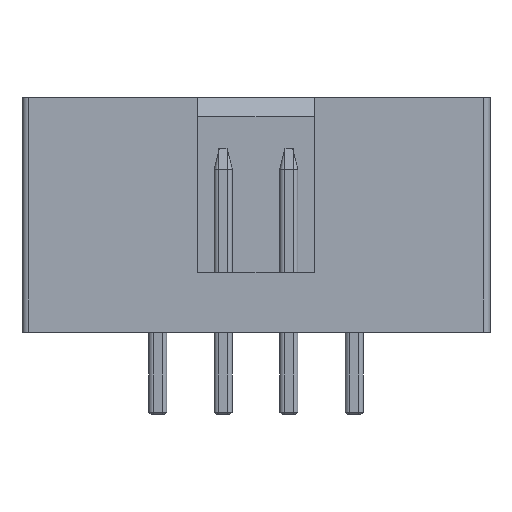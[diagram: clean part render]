
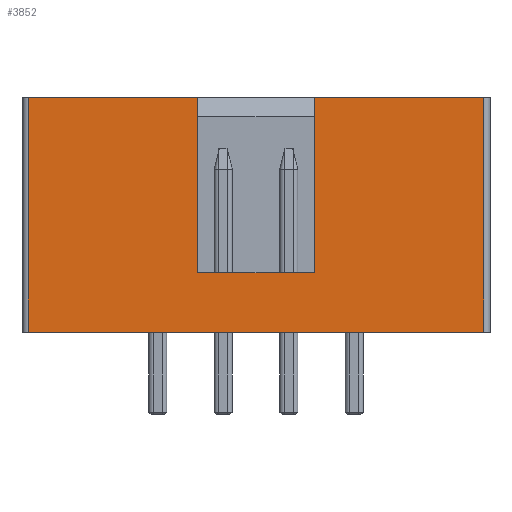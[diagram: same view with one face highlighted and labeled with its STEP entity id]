
A CAD part, front view. The second image highlights one B-rep face of the part: STEP entity #3852.
In plain terms, the highlighted planar face has unit normal (0, -1, 0).
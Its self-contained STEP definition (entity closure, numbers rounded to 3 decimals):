
#69 = PLANE('',#70);
#70 = AXIS2_PLACEMENT_3D('',#71,#72,#73);
#71 = CARTESIAN_POINT('',(0.,0.,0.));
#72 = DIRECTION('',(0.,0.,1.));
#73 = DIRECTION('',(1.,0.,-0.));
#286 = VERTEX_POINT('',#287);
#287 = CARTESIAN_POINT('',(-8.82,-4.35,0.));
#306 = CYLINDRICAL_SURFACE('',#307,0.25);
#307 = AXIS2_PLACEMENT_3D('',#308,#309,#310);
#308 = CARTESIAN_POINT('',(-8.82,-4.1,0.));
#309 = DIRECTION('',(0.,0.,1.));
#310 = DIRECTION('',(0.,-1.,0.));
#318 = EDGE_CURVE('',#286,#319,#321,.T.);
#319 = VERTEX_POINT('',#320);
#320 = CARTESIAN_POINT('',(8.82,-4.35,0.));
#321 = SURFACE_CURVE('',#322,(#326,#333),.PCURVE_S1.);
#322 = LINE('',#323,#324);
#323 = CARTESIAN_POINT('',(-9.07,-4.35,0.));
#324 = VECTOR('',#325,1.);
#325 = DIRECTION('',(1.,0.,0.));
#326 = PCURVE('',#69,#327);
#327 = DEFINITIONAL_REPRESENTATION('',(#328),#332);
#328 = LINE('',#329,#330);
#329 = CARTESIAN_POINT('',(-9.07,-4.35));
#330 = VECTOR('',#331,1.);
#331 = DIRECTION('',(1.,0.));
#332 = ( GEOMETRIC_REPRESENTATION_CONTEXT(2) 
PARAMETRIC_REPRESENTATION_CONTEXT() REPRESENTATION_CONTEXT('2D SPACE',''
  ) );
#333 = PCURVE('',#334,#339);
#334 = PLANE('',#335);
#335 = AXIS2_PLACEMENT_3D('',#336,#337,#338);
#336 = CARTESIAN_POINT('',(-9.07,-4.35,0.));
#337 = DIRECTION('',(0.,1.,0.));
#338 = DIRECTION('',(1.,0.,0.));
#339 = DEFINITIONAL_REPRESENTATION('',(#340),#344);
#340 = LINE('',#341,#342);
#341 = CARTESIAN_POINT('',(0.,0.));
#342 = VECTOR('',#343,1.);
#343 = DIRECTION('',(1.,0.));
#344 = ( GEOMETRIC_REPRESENTATION_CONTEXT(2) 
PARAMETRIC_REPRESENTATION_CONTEXT() REPRESENTATION_CONTEXT('2D SPACE',''
  ) );
#363 = CYLINDRICAL_SURFACE('',#364,0.25);
#364 = AXIS2_PLACEMENT_3D('',#365,#366,#367);
#365 = CARTESIAN_POINT('',(8.82,-4.1,0.));
#366 = DIRECTION('',(0.,0.,1.));
#367 = DIRECTION('',(0.,-1.,0.));
#2511 = PLANE('',#2512);
#2512 = AXIS2_PLACEMENT_3D('',#2513,#2514,#2515);
#2513 = CARTESIAN_POINT('',(0.,0.,9.1));
#2514 = DIRECTION('',(0.,0.,1.));
#2515 = DIRECTION('',(1.,0.,-0.));
#3805 = VERTEX_POINT('',#3806);
#3806 = CARTESIAN_POINT('',(-8.82,-4.35,9.1));
#3832 = EDGE_CURVE('',#286,#3805,#3833,.T.);
#3833 = SURFACE_CURVE('',#3834,(#3838,#3845),.PCURVE_S1.);
#3834 = LINE('',#3835,#3836);
#3835 = CARTESIAN_POINT('',(-8.82,-4.35,0.));
#3836 = VECTOR('',#3837,1.);
#3837 = DIRECTION('',(0.,0.,1.));
#3838 = PCURVE('',#306,#3839);
#3839 = DEFINITIONAL_REPRESENTATION('',(#3840),#3844);
#3840 = LINE('',#3841,#3842);
#3841 = CARTESIAN_POINT('',(-0.,0.));
#3842 = VECTOR('',#3843,1.);
#3843 = DIRECTION('',(-0.,1.));
#3844 = ( GEOMETRIC_REPRESENTATION_CONTEXT(2) 
PARAMETRIC_REPRESENTATION_CONTEXT() REPRESENTATION_CONTEXT('2D SPACE',''
  ) );
#3845 = PCURVE('',#334,#3846);
#3846 = DEFINITIONAL_REPRESENTATION('',(#3847),#3851);
#3847 = LINE('',#3848,#3849);
#3848 = CARTESIAN_POINT('',(0.25,0.));
#3849 = VECTOR('',#3850,1.);
#3850 = DIRECTION('',(0.,-1.));
#3851 = ( GEOMETRIC_REPRESENTATION_CONTEXT(2) 
PARAMETRIC_REPRESENTATION_CONTEXT() REPRESENTATION_CONTEXT('2D SPACE',''
  ) );
#3852 = ADVANCED_FACE('',(#3853),#334,.F.);
#3853 = FACE_BOUND('',#3854,.F.);
#3854 = EDGE_LOOP('',(#3855,#3856,#3857,#3880,#3906,#3932,#3958,#3981));
#3855 = ORIENTED_EDGE('',*,*,#318,.F.);
#3856 = ORIENTED_EDGE('',*,*,#3832,.T.);
#3857 = ORIENTED_EDGE('',*,*,#3858,.T.);
#3858 = EDGE_CURVE('',#3805,#3859,#3861,.T.);
#3859 = VERTEX_POINT('',#3860);
#3860 = CARTESIAN_POINT('',(-2.25,-4.35,9.1));
#3861 = SURFACE_CURVE('',#3862,(#3866,#3873),.PCURVE_S1.);
#3862 = LINE('',#3863,#3864);
#3863 = CARTESIAN_POINT('',(-9.07,-4.35,9.1));
#3864 = VECTOR('',#3865,1.);
#3865 = DIRECTION('',(1.,0.,0.));
#3866 = PCURVE('',#334,#3867);
#3867 = DEFINITIONAL_REPRESENTATION('',(#3868),#3872);
#3868 = LINE('',#3869,#3870);
#3869 = CARTESIAN_POINT('',(0.,-9.1));
#3870 = VECTOR('',#3871,1.);
#3871 = DIRECTION('',(1.,0.));
#3872 = ( GEOMETRIC_REPRESENTATION_CONTEXT(2) 
PARAMETRIC_REPRESENTATION_CONTEXT() REPRESENTATION_CONTEXT('2D SPACE',''
  ) );
#3873 = PCURVE('',#2511,#3874);
#3874 = DEFINITIONAL_REPRESENTATION('',(#3875),#3879);
#3875 = LINE('',#3876,#3877);
#3876 = CARTESIAN_POINT('',(-9.07,-4.35));
#3877 = VECTOR('',#3878,1.);
#3878 = DIRECTION('',(1.,0.));
#3879 = ( GEOMETRIC_REPRESENTATION_CONTEXT(2) 
PARAMETRIC_REPRESENTATION_CONTEXT() REPRESENTATION_CONTEXT('2D SPACE',''
  ) );
#3880 = ORIENTED_EDGE('',*,*,#3881,.T.);
#3881 = EDGE_CURVE('',#3859,#3882,#3884,.T.);
#3882 = VERTEX_POINT('',#3883);
#3883 = CARTESIAN_POINT('',(-2.25,-4.35,2.3));
#3884 = SURFACE_CURVE('',#3885,(#3889,#3895),.PCURVE_S1.);
#3885 = LINE('',#3886,#3887);
#3886 = CARTESIAN_POINT('',(-2.25,-4.35,1.15));
#3887 = VECTOR('',#3888,1.);
#3888 = DIRECTION('',(-0.,0.,-1.));
#3889 = PCURVE('',#334,#3890);
#3890 = DEFINITIONAL_REPRESENTATION('',(#3891),#3894);
#3891 = B_SPLINE_CURVE_WITH_KNOTS('',1,(#3892,#3893),.UNSPECIFIED.,.F.,
  .F.,(2,2),(-7.95,-1.15),.PIECEWISE_BEZIER_KNOTS.);
#3892 = CARTESIAN_POINT('',(6.82,-9.1));
#3893 = CARTESIAN_POINT('',(6.82,-2.3));
#3894 = ( GEOMETRIC_REPRESENTATION_CONTEXT(2) 
PARAMETRIC_REPRESENTATION_CONTEXT() REPRESENTATION_CONTEXT('2D SPACE',''
  ) );
#3895 = PCURVE('',#3896,#3901);
#3896 = PLANE('',#3897);
#3897 = AXIS2_PLACEMENT_3D('',#3898,#3899,#3900);
#3898 = CARTESIAN_POINT('',(-2.25,-3.35,2.3));
#3899 = DIRECTION('',(1.,0.,-0.));
#3900 = DIRECTION('',(0.,-1.,0.));
#3901 = DEFINITIONAL_REPRESENTATION('',(#3902),#3905);
#3902 = B_SPLINE_CURVE_WITH_KNOTS('',1,(#3903,#3904),.UNSPECIFIED.,.F.,
  .F.,(2,2),(-7.95,-1.15),.PIECEWISE_BEZIER_KNOTS.);
#3903 = CARTESIAN_POINT('',(1.,-6.8));
#3904 = CARTESIAN_POINT('',(1.,0.));
#3905 = ( GEOMETRIC_REPRESENTATION_CONTEXT(2) 
PARAMETRIC_REPRESENTATION_CONTEXT() REPRESENTATION_CONTEXT('2D SPACE',''
  ) );
#3906 = ORIENTED_EDGE('',*,*,#3907,.T.);
#3907 = EDGE_CURVE('',#3882,#3908,#3910,.T.);
#3908 = VERTEX_POINT('',#3909);
#3909 = CARTESIAN_POINT('',(2.25,-4.35,2.3));
#3910 = SURFACE_CURVE('',#3911,(#3915,#3921),.PCURVE_S1.);
#3911 = LINE('',#3912,#3913);
#3912 = CARTESIAN_POINT('',(-4.535,-4.35,2.3));
#3913 = VECTOR('',#3914,1.);
#3914 = DIRECTION('',(1.,0.,0.));
#3915 = PCURVE('',#334,#3916);
#3916 = DEFINITIONAL_REPRESENTATION('',(#3917),#3920);
#3917 = B_SPLINE_CURVE_WITH_KNOTS('',1,(#3918,#3919),.UNSPECIFIED.,.F.,
  .F.,(2,2),(2.285,6.785),.PIECEWISE_BEZIER_KNOTS.);
#3918 = CARTESIAN_POINT('',(6.82,-2.3));
#3919 = CARTESIAN_POINT('',(11.32,-2.3));
#3920 = ( GEOMETRIC_REPRESENTATION_CONTEXT(2) 
PARAMETRIC_REPRESENTATION_CONTEXT() REPRESENTATION_CONTEXT('2D SPACE',''
  ) );
#3921 = PCURVE('',#3922,#3927);
#3922 = PLANE('',#3923);
#3923 = AXIS2_PLACEMENT_3D('',#3924,#3925,#3926);
#3924 = CARTESIAN_POINT('',(0.,-4.35,2.3));
#3925 = DIRECTION('',(0.,0.,1.));
#3926 = DIRECTION('',(1.,0.,-0.));
#3927 = DEFINITIONAL_REPRESENTATION('',(#3928),#3931);
#3928 = B_SPLINE_CURVE_WITH_KNOTS('',1,(#3929,#3930),.UNSPECIFIED.,.F.,
  .F.,(2,2),(2.285,6.785),.PIECEWISE_BEZIER_KNOTS.);
#3929 = CARTESIAN_POINT('',(-2.25,0.));
#3930 = CARTESIAN_POINT('',(2.25,0.));
#3931 = ( GEOMETRIC_REPRESENTATION_CONTEXT(2) 
PARAMETRIC_REPRESENTATION_CONTEXT() REPRESENTATION_CONTEXT('2D SPACE',''
  ) );
#3932 = ORIENTED_EDGE('',*,*,#3933,.T.);
#3933 = EDGE_CURVE('',#3908,#3934,#3936,.T.);
#3934 = VERTEX_POINT('',#3935);
#3935 = CARTESIAN_POINT('',(2.25,-4.35,9.1));
#3936 = SURFACE_CURVE('',#3937,(#3941,#3947),.PCURVE_S1.);
#3937 = LINE('',#3938,#3939);
#3938 = CARTESIAN_POINT('',(2.25,-4.35,1.15));
#3939 = VECTOR('',#3940,1.);
#3940 = DIRECTION('',(0.,-0.,1.));
#3941 = PCURVE('',#334,#3942);
#3942 = DEFINITIONAL_REPRESENTATION('',(#3943),#3946);
#3943 = B_SPLINE_CURVE_WITH_KNOTS('',1,(#3944,#3945),.UNSPECIFIED.,.F.,
  .F.,(2,2),(1.15,7.95),.PIECEWISE_BEZIER_KNOTS.);
#3944 = CARTESIAN_POINT('',(11.32,-2.3));
#3945 = CARTESIAN_POINT('',(11.32,-9.1));
#3946 = ( GEOMETRIC_REPRESENTATION_CONTEXT(2) 
PARAMETRIC_REPRESENTATION_CONTEXT() REPRESENTATION_CONTEXT('2D SPACE',''
  ) );
#3947 = PCURVE('',#3948,#3953);
#3948 = PLANE('',#3949);
#3949 = AXIS2_PLACEMENT_3D('',#3950,#3951,#3952);
#3950 = CARTESIAN_POINT('',(2.25,-5.35,2.3));
#3951 = DIRECTION('',(-1.,0.,0.));
#3952 = DIRECTION('',(0.,1.,0.));
#3953 = DEFINITIONAL_REPRESENTATION('',(#3954),#3957);
#3954 = B_SPLINE_CURVE_WITH_KNOTS('',1,(#3955,#3956),.UNSPECIFIED.,.F.,
  .F.,(2,2),(1.15,7.95),.PIECEWISE_BEZIER_KNOTS.);
#3955 = CARTESIAN_POINT('',(1.,0.));
#3956 = CARTESIAN_POINT('',(1.,-6.8));
#3957 = ( GEOMETRIC_REPRESENTATION_CONTEXT(2) 
PARAMETRIC_REPRESENTATION_CONTEXT() REPRESENTATION_CONTEXT('2D SPACE',''
  ) );
#3958 = ORIENTED_EDGE('',*,*,#3959,.T.);
#3959 = EDGE_CURVE('',#3934,#3960,#3962,.T.);
#3960 = VERTEX_POINT('',#3961);
#3961 = CARTESIAN_POINT('',(8.82,-4.35,9.1));
#3962 = SURFACE_CURVE('',#3963,(#3967,#3974),.PCURVE_S1.);
#3963 = LINE('',#3964,#3965);
#3964 = CARTESIAN_POINT('',(-9.07,-4.35,9.1));
#3965 = VECTOR('',#3966,1.);
#3966 = DIRECTION('',(1.,0.,0.));
#3967 = PCURVE('',#334,#3968);
#3968 = DEFINITIONAL_REPRESENTATION('',(#3969),#3973);
#3969 = LINE('',#3970,#3971);
#3970 = CARTESIAN_POINT('',(0.,-9.1));
#3971 = VECTOR('',#3972,1.);
#3972 = DIRECTION('',(1.,0.));
#3973 = ( GEOMETRIC_REPRESENTATION_CONTEXT(2) 
PARAMETRIC_REPRESENTATION_CONTEXT() REPRESENTATION_CONTEXT('2D SPACE',''
  ) );
#3974 = PCURVE('',#2511,#3975);
#3975 = DEFINITIONAL_REPRESENTATION('',(#3976),#3980);
#3976 = LINE('',#3977,#3978);
#3977 = CARTESIAN_POINT('',(-9.07,-4.35));
#3978 = VECTOR('',#3979,1.);
#3979 = DIRECTION('',(1.,0.));
#3980 = ( GEOMETRIC_REPRESENTATION_CONTEXT(2) 
PARAMETRIC_REPRESENTATION_CONTEXT() REPRESENTATION_CONTEXT('2D SPACE',''
  ) );
#3981 = ORIENTED_EDGE('',*,*,#3982,.F.);
#3982 = EDGE_CURVE('',#319,#3960,#3983,.T.);
#3983 = SURFACE_CURVE('',#3984,(#3988,#3995),.PCURVE_S1.);
#3984 = LINE('',#3985,#3986);
#3985 = CARTESIAN_POINT('',(8.82,-4.35,0.));
#3986 = VECTOR('',#3987,1.);
#3987 = DIRECTION('',(0.,0.,1.));
#3988 = PCURVE('',#334,#3989);
#3989 = DEFINITIONAL_REPRESENTATION('',(#3990),#3994);
#3990 = LINE('',#3991,#3992);
#3991 = CARTESIAN_POINT('',(17.89,0.));
#3992 = VECTOR('',#3993,1.);
#3993 = DIRECTION('',(0.,-1.));
#3994 = ( GEOMETRIC_REPRESENTATION_CONTEXT(2) 
PARAMETRIC_REPRESENTATION_CONTEXT() REPRESENTATION_CONTEXT('2D SPACE',''
  ) );
#3995 = PCURVE('',#363,#3996);
#3996 = DEFINITIONAL_REPRESENTATION('',(#3997),#4001);
#3997 = LINE('',#3998,#3999);
#3998 = CARTESIAN_POINT('',(0.,0.));
#3999 = VECTOR('',#4000,1.);
#4000 = DIRECTION('',(0.,1.));
#4001 = ( GEOMETRIC_REPRESENTATION_CONTEXT(2) 
PARAMETRIC_REPRESENTATION_CONTEXT() REPRESENTATION_CONTEXT('2D SPACE',''
  ) );
